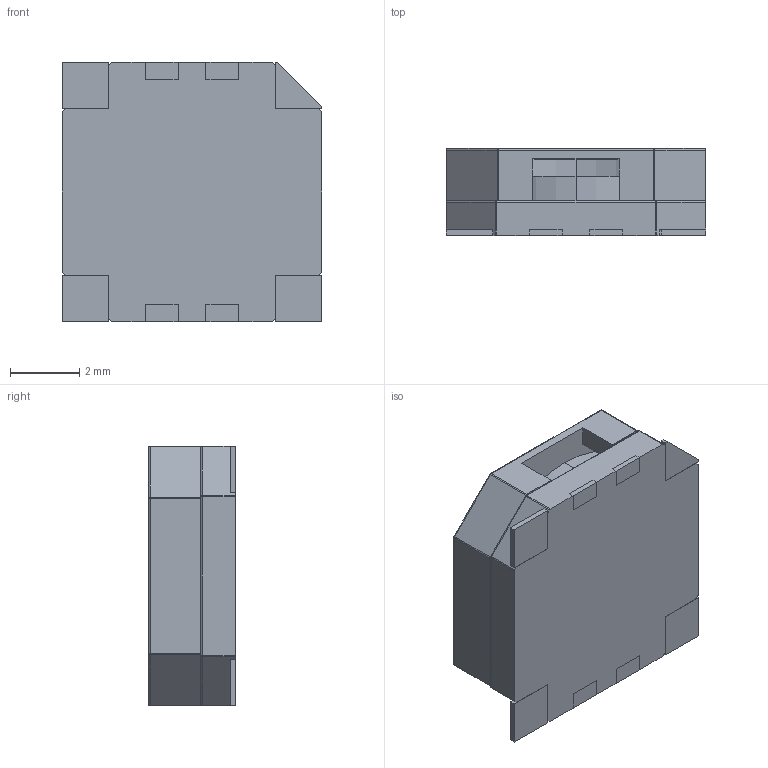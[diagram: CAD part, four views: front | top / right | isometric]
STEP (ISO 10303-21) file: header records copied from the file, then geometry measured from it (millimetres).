
FILE_DESCRIPTION (( 'STEP AP214' ), '1' );
FILE_NAME ('CMT-7525-80-SMT-TR.STEP', '2023-02-19T11:05:28', ( '' ), ( '' ), 'SwSTEP 2.0', 'SolidWorks 2022', '' );
FILE_SCHEMA (( 'AUTOMOTIVE_DESIGN' ));
Length unit declared in the file: millimetre
Products named in the file (1): CMT-7525-80-SMT-TR
Bounding box: 7.5 x 2.5 x 7.5 mm (x, y, z)
Volume: 88.2 mm3; surface area: 342.3 mm2
Topology: 10 solids, 10 shells, 162 faces, 376 edges, 230 vertices
Faces by surface type: plane 106, cylinder 40, bspline 16
Entity records: 6546 total; most frequent: CARTESIAN_POINT 1002, DIRECTION 743, ORIENTED_EDGE 738, EDGE_CURVE 369, VECTOR 289, LINE 289, VERTEX_POINT 230, AXIS2_PLACEMENT_3D 227
